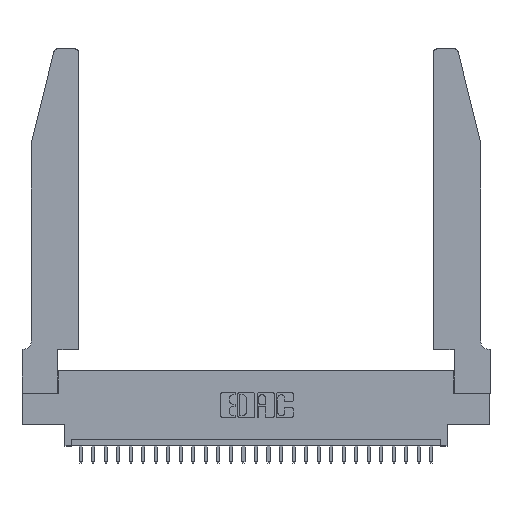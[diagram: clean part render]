
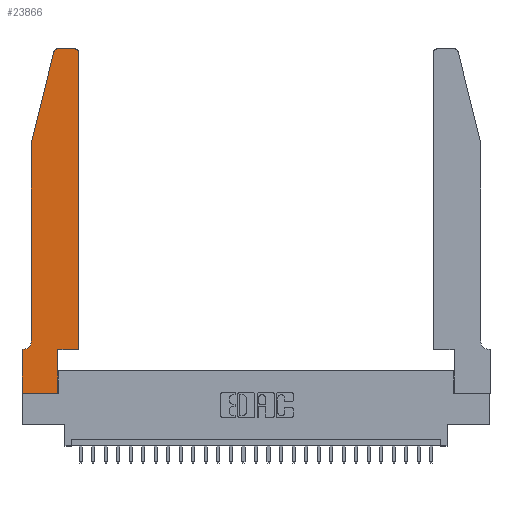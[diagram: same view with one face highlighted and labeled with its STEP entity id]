
A CAD part, top view. The second image highlights one B-rep face of the part: STEP entity #23866.
In plain terms, the highlighted planar face has unit normal (0, 0, 1).
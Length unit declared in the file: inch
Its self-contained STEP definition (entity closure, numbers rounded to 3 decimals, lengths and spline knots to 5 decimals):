
#113 = VECTOR ( 'NONE', #23504, 39.37008 ) ;
#615 = ORIENTED_EDGE ( 'NONE', *, *, #17432, .T. ) ;
#844 = CARTESIAN_POINT ( 'NONE',  ( 0.4505, 0.35, 0.37 ) ) ;
#1176 = CARTESIAN_POINT ( 'NONE',  ( 0.0755, 0.35, 0.37 ) ) ;
#1516 = ORIENTED_EDGE ( 'NONE', *, *, #7168, .T. ) ;
#1587 = CARTESIAN_POINT ( 'NONE',  ( 0., 0.35, 0.37 ) ) ;
#1954 = AXIS2_PLACEMENT_3D ( 'NONE', #3453, #27543, #5761 ) ;
#2173 = CARTESIAN_POINT ( 'NONE',  ( 0.4505, 0.35, 0.37 ) ) ;
#2181 = VECTOR ( 'NONE', #24113, 39.37008 ) ;
#2849 = CIRCLE ( 'NONE', #4935, 0.03 ) ;
#2928 = EDGE_CURVE ( 'NONE', #12935, #5719, #7086, .T. ) ;
#3066 = DIRECTION ( 'NONE',  ( 0., -1., 0. ) ) ;
#3453 = CARTESIAN_POINT ( 'NONE',  ( 0., 0.35, 0.37 ) ) ;
#3753 = VERTEX_POINT ( 'NONE', #19067 ) ;
#3942 = EDGE_CURVE ( 'NONE', #19310, #9938, #20090, .T. ) ;
#4497 = DIRECTION ( 'NONE',  ( 0., 0., 1. ) ) ;
#4736 = CARTESIAN_POINT ( 'NONE',  ( 0.0755, 2., 0.37 ) ) ;
#4917 = EDGE_LOOP ( 'NONE', ( #8570, #5255, #615, #17899, #15255, #25769, #6949, #1516, #15437, #28353, #22057, #20049 ) ) ;
#4935 = AXIS2_PLACEMENT_3D ( 'NONE', #8928, #4497, #6310 ) ;
#5255 = ORIENTED_EDGE ( 'NONE', *, *, #21425, .T. ) ;
#5483 = LINE ( 'NONE', #19197, #7922 ) ;
#5687 = DIRECTION ( 'NONE',  ( 0., 1., 0. ) ) ;
#5700 = CARTESIAN_POINT ( 'NONE',  ( 0.0055, 0.42, 0.37 ) ) ;
#5719 = VERTEX_POINT ( 'NONE', #26553 ) ;
#5761 = DIRECTION ( 'NONE',  ( 1., 0., 0. ) ) ;
#6310 = DIRECTION ( 'NONE',  ( 1., 0., 0. ) ) ;
#6683 = VECTOR ( 'NONE', #8230, 39.37008 ) ;
#6949 = ORIENTED_EDGE ( 'NONE', *, *, #17638, .T. ) ;
#6993 = CARTESIAN_POINT ( 'NONE',  ( 0.4505, 0.35, 0.37 ) ) ;
#7086 = CIRCLE ( 'NONE', #26977, 0.07 ) ;
#7168 = EDGE_CURVE ( 'NONE', #17087, #3753, #5483, .T. ) ;
#7364 = VERTEX_POINT ( 'NONE', #9914 ) ;
#7396 = LINE ( 'NONE', #1176, #17707 ) ;
#7922 = VECTOR ( 'NONE', #8288, 39.37008 ) ;
#7961 = DIRECTION ( 'NONE',  ( 0., 0., -1. ) ) ;
#8054 = LINE ( 'NONE', #27153, #14189 ) ;
#8112 = LINE ( 'NONE', #14855, #27971 ) ;
#8230 = DIRECTION ( 'NONE',  ( 0., -1., 0. ) ) ;
#8288 = DIRECTION ( 'NONE',  ( 1., 0., 0. ) ) ;
#8570 = ORIENTED_EDGE ( 'NONE', *, *, #12044, .T. ) ;
#8928 = CARTESIAN_POINT ( 'NONE',  ( 0.4205, 2.72, 0.37 ) ) ;
#9666 = VERTEX_POINT ( 'NONE', #28149 ) ;
#9792 = VECTOR ( 'NONE', #13672, 39.37008 ) ;
#9914 = CARTESIAN_POINT ( 'NONE',  ( 0.25487, 2.72718, 0.37 ) ) ;
#9938 = VERTEX_POINT ( 'NONE', #26445 ) ;
#10858 = CARTESIAN_POINT ( 'NONE',  ( 0.4205, 2.75, 0.37 ) ) ;
#10876 = EDGE_CURVE ( 'NONE', #5719, #20557, #7396, .T. ) ;
#11280 = EDGE_CURVE ( 'NONE', #26980, #12935, #26282, .T. ) ;
#11837 = EDGE_CURVE ( 'NONE', #9666, #19310, #16621, .T. ) ;
#12044 = EDGE_CURVE ( 'NONE', #23013, #21031, #8112, .T. ) ;
#12305 = EDGE_CURVE ( 'NONE', #3753, #9666, #14941, .T. ) ;
#12318 = DIRECTION ( 'NONE',  ( -1., 0., 0. ) ) ;
#12935 = VERTEX_POINT ( 'NONE', #26170 ) ;
#13672 = DIRECTION ( 'NONE',  ( -0.239, -0.971, 0. ) ) ;
#14189 = VECTOR ( 'NONE', #3066, 39.37008 ) ;
#14235 = FACE_OUTER_BOUND ( 'NONE', #4917, .T. ) ;
#14855 = CARTESIAN_POINT ( 'NONE',  ( 0.2605, 2.75, 0.37 ) ) ;
#14941 = LINE ( 'NONE', #16730, #28305 ) ;
#15255 = ORIENTED_EDGE ( 'NONE', *, *, #2928, .T. ) ;
#15437 = ORIENTED_EDGE ( 'NONE', *, *, #12305, .T. ) ;
#16621 = LINE ( 'NONE', #844, #113 ) ;
#16730 = CARTESIAN_POINT ( 'NONE',  ( 0.2865, 0.35, 0.37 ) ) ;
#16818 = CARTESIAN_POINT ( 'NONE',  ( 0.0755, 2., 0.37 ) ) ;
#17087 = VERTEX_POINT ( 'NONE', #27482 ) ;
#17242 = DIRECTION ( 'NONE',  ( -1., 0., 0. ) ) ;
#17432 = EDGE_CURVE ( 'NONE', #7364, #26980, #19701, .T. ) ;
#17638 = EDGE_CURVE ( 'NONE', #20557, #17087, #8054, .T. ) ;
#17707 = VECTOR ( 'NONE', #12318, 39.37008 ) ;
#17899 = ORIENTED_EDGE ( 'NONE', *, *, #11280, .T. ) ;
#18268 = CARTESIAN_POINT ( 'NONE',  ( 0.284, 2.72, 0.37 ) ) ;
#18579 = DIRECTION ( 'NONE',  ( -1., 0., 0. ) ) ;
#18598 = CARTESIAN_POINT ( 'NONE',  ( 0.284, 2.75, 0.37 ) ) ;
#19067 = CARTESIAN_POINT ( 'NONE',  ( 0.2865, 0., 0.37 ) ) ;
#19197 = CARTESIAN_POINT ( 'NONE',  ( 0., 0., 0.37 ) ) ;
#19310 = VERTEX_POINT ( 'NONE', #6993 ) ;
#19701 = LINE ( 'NONE', #4736, #9792 ) ;
#20049 = ORIENTED_EDGE ( 'NONE', *, *, #24181, .T. ) ;
#20090 = LINE ( 'NONE', #2173, #2181 ) ;
#20557 = VERTEX_POINT ( 'NONE', #1587 ) ;
#20651 = DIRECTION ( 'NONE',  ( 1., 0., 0. ) ) ;
#20843 = PLANE ( 'NONE',  #1954 ) ;
#21031 = VERTEX_POINT ( 'NONE', #18598 ) ;
#21425 = EDGE_CURVE ( 'NONE', #21031, #7364, #28467, .T. ) ;
#22057 = ORIENTED_EDGE ( 'NONE', *, *, #3942, .T. ) ;
#22889 = DIRECTION ( 'NONE',  ( 0., 0., 1. ) ) ;
#23013 = VERTEX_POINT ( 'NONE', #10858 ) ;
#23504 = DIRECTION ( 'NONE',  ( 1., 0., 0. ) ) ;
#23866 = ADVANCED_FACE ( 'NONE', ( #14235 ), #20843, .T. ) ;
#24113 = DIRECTION ( 'NONE',  ( 0., 1., 0. ) ) ;
#24181 = EDGE_CURVE ( 'NONE', #9938, #23013, #2849, .T. ) ;
#24642 = CARTESIAN_POINT ( 'NONE',  ( 0.0755, 2., 0.37 ) ) ;
#24935 = AXIS2_PLACEMENT_3D ( 'NONE', #18268, #22889, #20651 ) ;
#25769 = ORIENTED_EDGE ( 'NONE', *, *, #10876, .T. ) ;
#26170 = CARTESIAN_POINT ( 'NONE',  ( 0.0755, 0.42, 0.37 ) ) ;
#26282 = LINE ( 'NONE', #16818, #6683 ) ;
#26445 = CARTESIAN_POINT ( 'NONE',  ( 0.4505, 2.72, 0.37 ) ) ;
#26553 = CARTESIAN_POINT ( 'NONE',  ( 0.0055, 0.35, 0.37 ) ) ;
#26977 = AXIS2_PLACEMENT_3D ( 'NONE', #5700, #7961, #18579 ) ;
#26980 = VERTEX_POINT ( 'NONE', #24642 ) ;
#27153 = CARTESIAN_POINT ( 'NONE',  ( 0., 0., 0.37 ) ) ;
#27482 = CARTESIAN_POINT ( 'NONE',  ( 0., 0., 0.37 ) ) ;
#27543 = DIRECTION ( 'NONE',  ( 0., 0., 1. ) ) ;
#27971 = VECTOR ( 'NONE', #17242, 39.37008 ) ;
#28149 = CARTESIAN_POINT ( 'NONE',  ( 0.2865, 0.35, 0.37 ) ) ;
#28305 = VECTOR ( 'NONE', #5687, 39.37008 ) ;
#28353 = ORIENTED_EDGE ( 'NONE', *, *, #11837, .T. ) ;
#28467 = CIRCLE ( 'NONE', #24935, 0.03 ) ;
